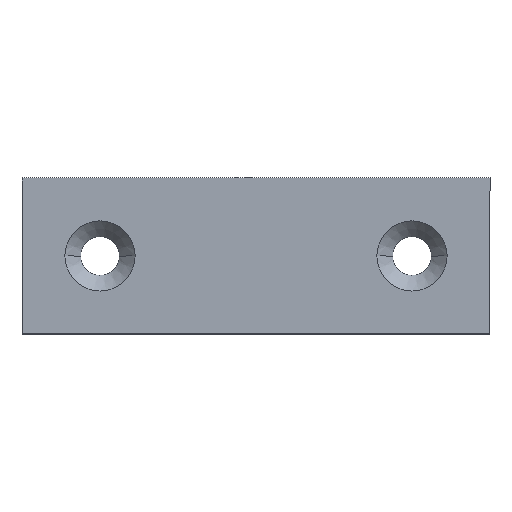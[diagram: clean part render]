
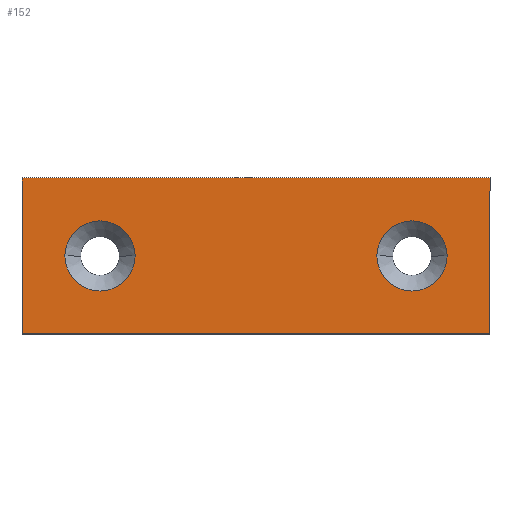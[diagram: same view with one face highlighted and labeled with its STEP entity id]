
A CAD part, top view. The second image highlights one B-rep face of the part: STEP entity #152.
In plain terms, the highlighted planar face has unit normal (0, 0, 1).
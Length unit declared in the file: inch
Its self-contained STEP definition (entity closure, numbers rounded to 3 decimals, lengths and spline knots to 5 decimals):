
#4 = CARTESIAN_POINT ( 'NONE',  ( -0.75, 0.25, 0. ) ) ;
#5 = AXIS2_PLACEMENT_3D ( 'NONE', #51, #403, #405 ) ;
#14 = ORIENTED_EDGE ( 'NONE', *, *, #472, .T. ) ;
#15 = FACE_BOUND ( 'NONE', #186, .T. ) ;
#34 = CIRCLE ( 'NONE', #179, 0.1125 ) ;
#35 = DIRECTION ( 'NONE',  ( 1., 0., 0. ) ) ;
#36 = CARTESIAN_POINT ( 'NONE',  ( -0.6125, 0., 0. ) ) ;
#40 = CARTESIAN_POINT ( 'NONE',  ( 0.75, 0.25, 0. ) ) ;
#51 = CARTESIAN_POINT ( 'NONE',  ( 0.5, 0., 0. ) ) ;
#55 = EDGE_CURVE ( 'NONE', #196, #396, #321, .T. ) ;
#74 = LINE ( 'NONE', #142, #141 ) ;
#79 = EDGE_CURVE ( 'NONE', #398, #439, #220, .T. ) ;
#80 = DIRECTION ( 'NONE',  ( 0., 0., -1. ) ) ;
#92 = ORIENTED_EDGE ( 'NONE', *, *, #79, .T. ) ;
#103 = EDGE_CURVE ( 'NONE', #297, #187, #74, .T. ) ;
#110 = DIRECTION ( 'NONE',  ( -1., 0., 0. ) ) ;
#112 = EDGE_CURVE ( 'NONE', #396, #196, #34, .T. ) ;
#117 = VECTOR ( 'NONE', #415, 39.37008 ) ;
#126 = DIRECTION ( 'NONE',  ( 0., -1., 0. ) ) ;
#134 = CARTESIAN_POINT ( 'NONE',  ( -0.75, 0.25, 0. ) ) ;
#141 = VECTOR ( 'NONE', #110, 39.37008 ) ;
#142 = CARTESIAN_POINT ( 'NONE',  ( -0.75, 0.25, 0. ) ) ;
#144 = CARTESIAN_POINT ( 'NONE',  ( -0.75, -0.25, 0. ) ) ;
#145 = CARTESIAN_POINT ( 'NONE',  ( 0.5, 0., 0. ) ) ;
#152 = ADVANCED_FACE ( 'NONE', ( #15, #257, #309 ), #362, .T. ) ;
#153 = AXIS2_PLACEMENT_3D ( 'NONE', #420, #424, #243 ) ;
#177 = EDGE_LOOP ( 'NONE', ( #485, #328 ) ) ;
#179 = AXIS2_PLACEMENT_3D ( 'NONE', #145, #299, #184 ) ;
#183 = DIRECTION ( 'NONE',  ( 1., 0., 0. ) ) ;
#184 = DIRECTION ( 'NONE',  ( 1., 0., 0. ) ) ;
#186 = EDGE_LOOP ( 'NONE', ( #372, #282 ) ) ;
#187 = VERTEX_POINT ( 'NONE', #134 ) ;
#190 = ORIENTED_EDGE ( 'NONE', *, *, #103, .T. ) ;
#196 = VERTEX_POINT ( 'NONE', #210 ) ;
#202 = CARTESIAN_POINT ( 'NONE',  ( -0.75, -0.25, 0. ) ) ;
#210 = CARTESIAN_POINT ( 'NONE',  ( 0.6125, 0., 0. ) ) ;
#219 = VECTOR ( 'NONE', #126, 39.37008 ) ;
#220 = LINE ( 'NONE', #477, #359 ) ;
#239 = CARTESIAN_POINT ( 'NONE',  ( 0.75, -0.25, 0. ) ) ;
#241 = CARTESIAN_POINT ( 'NONE',  ( -0.3875, 0., 0. ) ) ;
#243 = DIRECTION ( 'NONE',  ( 1., 0., 0. ) ) ;
#245 = DIRECTION ( 'NONE',  ( 1., 0., 0. ) ) ;
#253 = AXIS2_PLACEMENT_3D ( 'NONE', #144, #295, #245 ) ;
#257 = FACE_BOUND ( 'NONE', #177, .T. ) ;
#264 = LINE ( 'NONE', #418, #117 ) ;
#275 = CARTESIAN_POINT ( 'NONE',  ( 0.3875, 0., 0. ) ) ;
#282 = ORIENTED_EDGE ( 'NONE', *, *, #112, .T. ) ;
#295 = DIRECTION ( 'NONE',  ( 0., 0., 1. ) ) ;
#297 = VERTEX_POINT ( 'NONE', #40 ) ;
#299 = DIRECTION ( 'NONE',  ( 0., 0., -1. ) ) ;
#309 = FACE_OUTER_BOUND ( 'NONE', #419, .T. ) ;
#321 = CIRCLE ( 'NONE', #5, 0.1125 ) ;
#328 = ORIENTED_EDGE ( 'NONE', *, *, #417, .T. ) ;
#335 = CIRCLE ( 'NONE', #153, 0.1125 ) ;
#337 = AXIS2_PLACEMENT_3D ( 'NONE', #463, #80, #35 ) ;
#341 = EDGE_CURVE ( 'NONE', #187, #398, #461, .T. ) ;
#345 = EDGE_CURVE ( 'NONE', #384, #355, #335, .T. ) ;
#355 = VERTEX_POINT ( 'NONE', #36 ) ;
#359 = VECTOR ( 'NONE', #183, 39.37008 ) ;
#362 = PLANE ( 'NONE',  #253 ) ;
#371 = ORIENTED_EDGE ( 'NONE', *, *, #341, .T. ) ;
#372 = ORIENTED_EDGE ( 'NONE', *, *, #55, .T. ) ;
#384 = VERTEX_POINT ( 'NONE', #241 ) ;
#396 = VERTEX_POINT ( 'NONE', #275 ) ;
#398 = VERTEX_POINT ( 'NONE', #202 ) ;
#403 = DIRECTION ( 'NONE',  ( 0., 0., -1. ) ) ;
#405 = DIRECTION ( 'NONE',  ( 1., 0., 0. ) ) ;
#415 = DIRECTION ( 'NONE',  ( 0., 1., 0. ) ) ;
#417 = EDGE_CURVE ( 'NONE', #355, #384, #431, .T. ) ;
#418 = CARTESIAN_POINT ( 'NONE',  ( 0.75, 0.25, 0. ) ) ;
#419 = EDGE_LOOP ( 'NONE', ( #371, #92, #14, #190 ) ) ;
#420 = CARTESIAN_POINT ( 'NONE',  ( -0.5, 0., 0. ) ) ;
#424 = DIRECTION ( 'NONE',  ( 0., 0., -1. ) ) ;
#431 = CIRCLE ( 'NONE', #337, 0.1125 ) ;
#439 = VERTEX_POINT ( 'NONE', #239 ) ;
#461 = LINE ( 'NONE', #4, #219 ) ;
#463 = CARTESIAN_POINT ( 'NONE',  ( -0.5, 0., 0. ) ) ;
#472 = EDGE_CURVE ( 'NONE', #439, #297, #264, .T. ) ;
#477 = CARTESIAN_POINT ( 'NONE',  ( -0.75, -0.25, 0. ) ) ;
#485 = ORIENTED_EDGE ( 'NONE', *, *, #345, .T. ) ;
